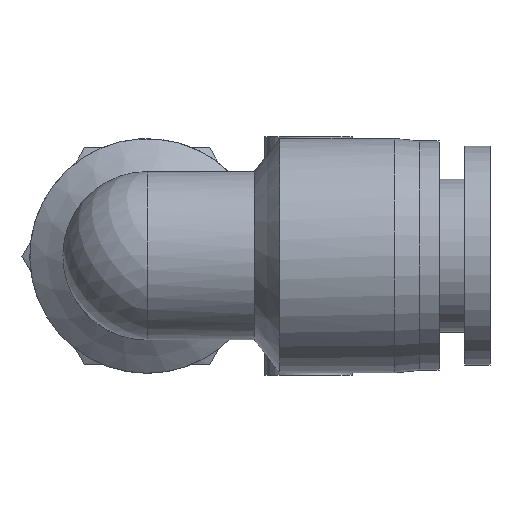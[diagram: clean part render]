
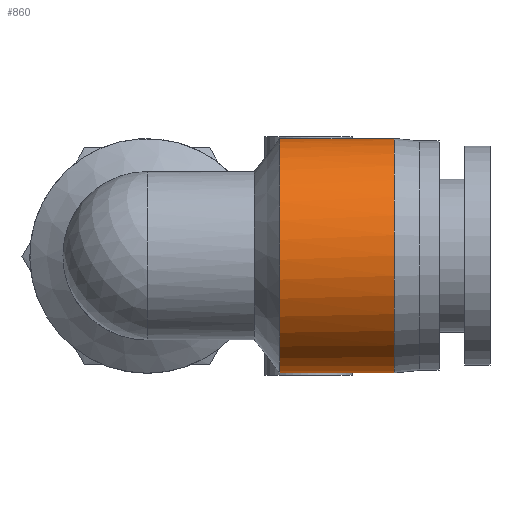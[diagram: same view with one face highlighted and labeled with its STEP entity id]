
A CAD part, top view. The second image highlights one B-rep face of the part: STEP entity #860.
In plain terms, the highlighted cylindrical face has radius 9.2 mm (diameter 18.4 mm), a full revolution.
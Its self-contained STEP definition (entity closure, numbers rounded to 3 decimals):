
#106=FACE_OUTER_BOUND('',#160,.T.);
#160=EDGE_LOOP('',(#636,#637,#638,#639,#640,#641,#642,#643,#644));
#225=LINE('',#1354,#272);
#229=LINE('',#1368,#276);
#234=LINE('',#1394,#281);
#272=VECTOR('',#1075,1.);
#276=VECTOR('',#1089,1.);
#281=VECTOR('',#1108,9.2);
#321=CIRCLE('',#929,9.2);
#326=CIRCLE('',#938,9.2);
#327=CIRCLE('',#939,9.2);
#328=CIRCLE('',#940,9.2);
#329=CIRCLE('',#941,9.2);
#387=VERTEX_POINT('',#1349);
#388=VERTEX_POINT('',#1353);
#391=VERTEX_POINT('',#1361);
#393=VERTEX_POINT('',#1367);
#400=VERTEX_POINT('',#1391);
#401=VERTEX_POINT('',#1393);
#402=VERTEX_POINT('',#1395);
#478=EDGE_CURVE('',#388,#387,#225,.T.);
#482=EDGE_CURVE('',#391,#388,#321,.T.);
#485=EDGE_CURVE('',#393,#391,#229,.T.);
#495=EDGE_CURVE('',#400,#387,#326,.T.);
#496=EDGE_CURVE('',#400,#401,#234,.T.);
#497=EDGE_CURVE('',#402,#401,#327,.T.);
#498=EDGE_CURVE('',#401,#402,#328,.T.);
#499=EDGE_CURVE('',#393,#400,#329,.T.);
#636=ORIENTED_EDGE('',*,*,#485,.T.);
#637=ORIENTED_EDGE('',*,*,#482,.T.);
#638=ORIENTED_EDGE('',*,*,#478,.T.);
#639=ORIENTED_EDGE('',*,*,#495,.F.);
#640=ORIENTED_EDGE('',*,*,#496,.T.);
#641=ORIENTED_EDGE('',*,*,#497,.F.);
#642=ORIENTED_EDGE('',*,*,#498,.F.);
#643=ORIENTED_EDGE('',*,*,#496,.F.);
#644=ORIENTED_EDGE('',*,*,#499,.F.);
#841=CYLINDRICAL_SURFACE('',#937,9.2);
#860=ADVANCED_FACE('',(#106),#841,.T.);
#929=AXIS2_PLACEMENT_3D('',#1362,#1082,#1083);
#937=AXIS2_PLACEMENT_3D('',#1390,#1104,#1105);
#938=AXIS2_PLACEMENT_3D('',#1392,#1106,#1107);
#939=AXIS2_PLACEMENT_3D('',#1396,#1109,#1110);
#940=AXIS2_PLACEMENT_3D('',#1397,#1111,#1112);
#941=AXIS2_PLACEMENT_3D('',#1398,#1113,#1114);
#1075=DIRECTION('',(-1.,0.,0.));
#1082=DIRECTION('center_axis',(1.,0.,0.));
#1083=DIRECTION('ref_axis',(0.,1.,0.));
#1089=DIRECTION('',(1.,0.,0.));
#1104=DIRECTION('center_axis',(-1.,0.,0.));
#1105=DIRECTION('ref_axis',(0.,1.,0.));
#1106=DIRECTION('center_axis',(-1.,0.,0.));
#1107=DIRECTION('ref_axis',(0.,-1.,0.));
#1108=DIRECTION('',(1.,0.,0.));
#1109=DIRECTION('center_axis',(1.,0.,0.));
#1110=DIRECTION('ref_axis',(0.,0.,-1.));
#1111=DIRECTION('center_axis',(1.,0.,0.));
#1112=DIRECTION('ref_axis',(0.,0.,-1.));
#1113=DIRECTION('center_axis',(-1.,0.,0.));
#1114=DIRECTION('ref_axis',(0.,-1.,0.));
#1349=CARTESIAN_POINT('',(10.4,1.,25.755));
#1353=CARTESIAN_POINT('',(12.645,1.,25.755));
#1354=CARTESIAN_POINT('',(19.4,1.,25.755));
#1361=CARTESIAN_POINT('',(12.645,-1.,25.755));
#1362=CARTESIAN_POINT('Origin',(12.645,0.,34.9));
#1367=CARTESIAN_POINT('',(10.4,-1.,25.755));
#1368=CARTESIAN_POINT('',(19.4,-1.,25.755));
#1390=CARTESIAN_POINT('Origin',(19.4,0.,34.9));
#1391=CARTESIAN_POINT('',(10.4,-9.2,34.9));
#1392=CARTESIAN_POINT('Origin',(10.4,0.,34.9));
#1393=CARTESIAN_POINT('',(19.4,-9.2,34.9));
#1394=CARTESIAN_POINT('',(19.4,-9.2,34.9));
#1395=CARTESIAN_POINT('',(19.4,0.,44.1));
#1396=CARTESIAN_POINT('Origin',(19.4,0.,34.9));
#1397=CARTESIAN_POINT('Origin',(19.4,0.,34.9));
#1398=CARTESIAN_POINT('Origin',(10.4,0.,34.9));
